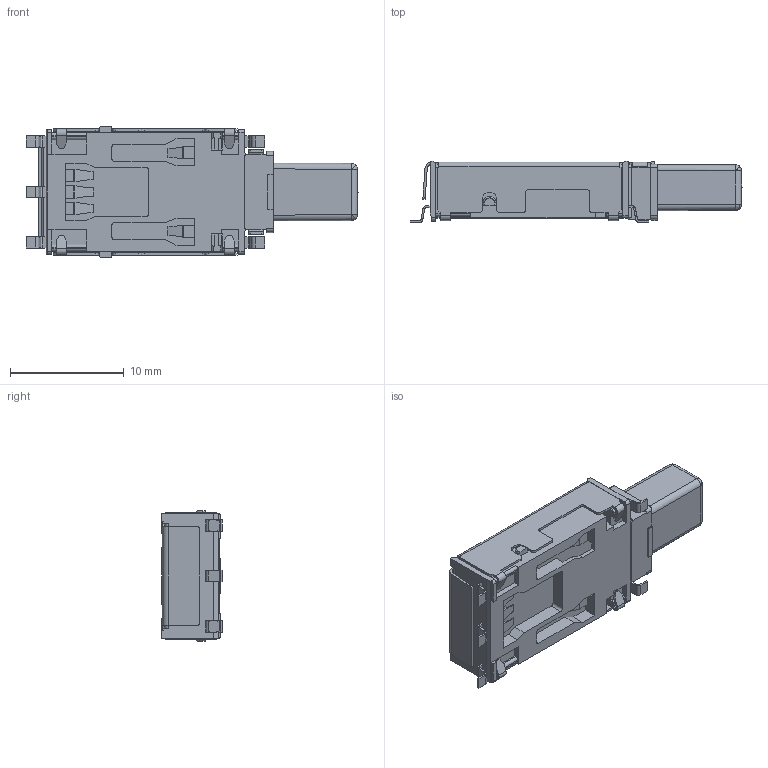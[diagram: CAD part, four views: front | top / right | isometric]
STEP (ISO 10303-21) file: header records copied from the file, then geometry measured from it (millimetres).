
FILE_DESCRIPTION (( 'STEP AP214' ), '1' );
FILE_NAME ('ELUMOASAQ2C12.STEP', '2016-07-16T23:52:17', ( '' ), ( '' ), 'SwSTEP 2.0', 'SolidWorks 2015', '' );
FILE_SCHEMA (( 'AUTOMOTIVE_DESIGN' ));
Length unit declared in the file: inch
Products named in the file (1): ELUMOASAQ2C12
Bounding box: 29.12 x 5.34 x 11.43 mm (x, y, z)
Volume: 835.7 mm3; surface area: 2263.3 mm2
Topology: 2 solids, 2 shells, 870 faces, 2439 edges, 1546 vertices
Faces by surface type: plane 503, cylinder 238, bspline 116, cone 13
Entity records: 34335 total; most frequent: CARTESIAN_POINT 8298, ORIENTED_EDGE 4842, DIRECTION 4201, EDGE_CURVE 2421, VECTOR 1737, LINE 1737, VERTEX_POINT 1546, AXIS2_PLACEMENT_3D 1232
